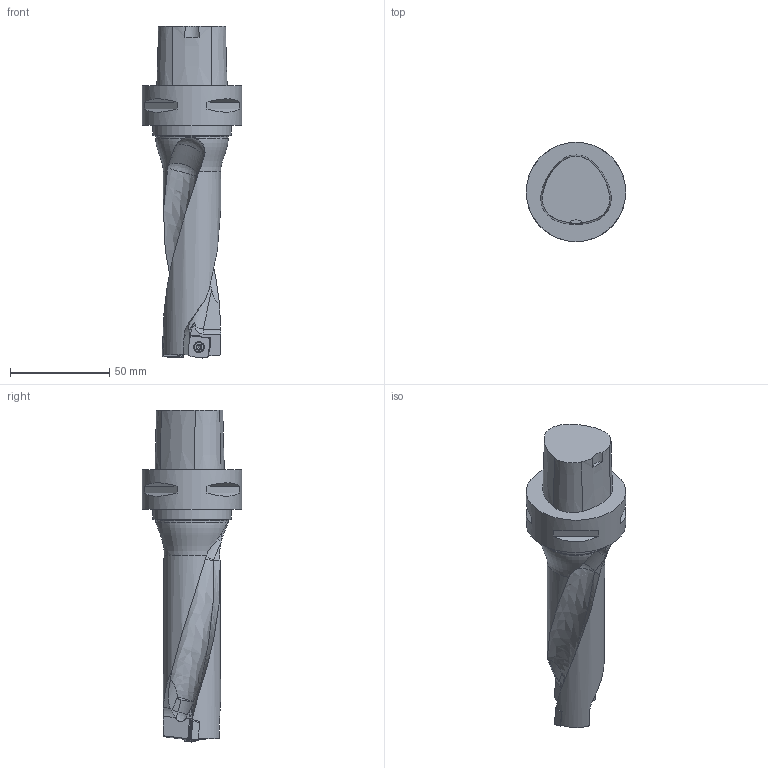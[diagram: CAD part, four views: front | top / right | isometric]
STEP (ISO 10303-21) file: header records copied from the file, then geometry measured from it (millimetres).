
FILE_DESCRIPTION(/* description */ (''),/* implementation_level */ '2;1');
FILE_NAME(/* name */ 'toolassembly_1.stp',/* time_stamp */ '2020-07-08T12:27:02+02:00',/* author */ (''),/* organization */ ('SMS'),/* preprocessor_version */ 'ST-DEVELOPER v16.7',/* originating_system */ 'SIEMENS PLM Software NX 12.0',/* authorisation */ '');
FILE_SCHEMA (('AUTOMOTIVE_DESIGN { 1 0 10303 214 3 1 1 1 }'));
Length unit declared in the file: millimetre
Products named in the file (5): CUT_20200708122401; CUT_20200708122358; NOCUT_20200708122350; ASSEMBLY_CONSTRUCTION; TOOLASSEMBLY_1
Assembly tree (4 placements, depth 2):
  TOOLASSEMBLY_1
    ASSEMBLY_CONSTRUCTION
    NOCUT_20200708122350
    CUT_20200708122358
    CUT_20200708122401
Bounding box: 50 x 50 x 166.99 mm (x, y, z)
Volume: 115034.2 mm3; surface area: 23425.4 mm2
Topology: 3 solids, 4 shells, 257 faces, 680 edges, 442 vertices
Faces by surface type: plane 105, cylinder 58, cone 28, extrusion 24, bspline 21, torus 11, sphere 8, revolution 2
Full cylindrical faces by diameter (mm): 3 x2, 4 x2, 4.8 x2, 36.5 x1, 39.5 x1, 50 x1
Entity records: 11528 total; most frequent: CARTESIAN_POINT 5270, ORIENTED_EDGE 1256, DIRECTION 1231, EDGE_CURVE 628, AXIS2_PLACEMENT_3D 483, VERTEX_POINT 419, EDGE_LOOP 301, VECTOR 263
